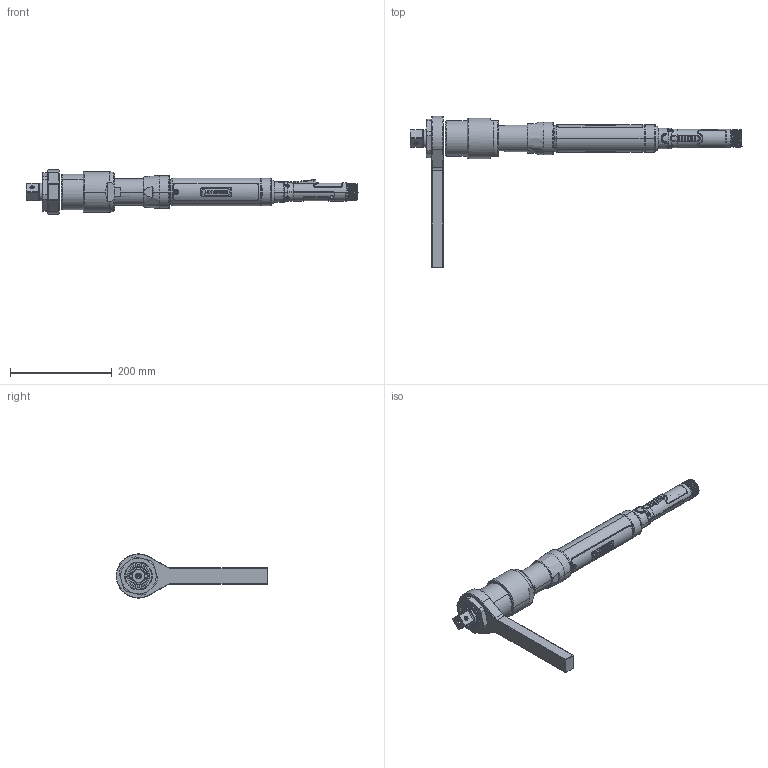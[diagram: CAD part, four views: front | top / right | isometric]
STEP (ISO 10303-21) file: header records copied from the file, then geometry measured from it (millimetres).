
FILE_DESCRIPTION((''),'2;1');
FILE_NAME('EB55LB4-460A','2012-02-22T',('MAM0508'),(''),'PRO/ENGINEER BY PARAMETRIC TECHNOLOGY CORPORATION, 2010430','PRO/ENGINEER BY PARAMETRIC TECHNOLOGY CORPORATION, 2010430','');
FILE_SCHEMA(('CONFIG_CONTROL_DESIGN'));
Length unit declared in the file: inch
Products named in the file (1): EB55LB4-460A
Bounding box: 652.28 x 297.64 x 87.27 mm (x, y, z)
Surface area: 209442.2 mm2 (no closed solid volume)
Topology: 0 solids, 152 shells, 490 faces, 3292 edges, 2915 vertices
Faces by surface type: cylinder 162, bspline 101, plane 98, cone 74, torus 44, extrusion 8, sphere 3
Entity records: 44609 total; most frequent: CARTESIAN_POINT 22987, ORIENTED_EDGE 3884, DIRECTION 3665, EDGE_CURVE 3288, VERTEX_POINT 2915, B_SPLINE_CURVE_WITH_KNOTS 1338, AXIS2_PLACEMENT_3D 1318, VECTOR 1029
